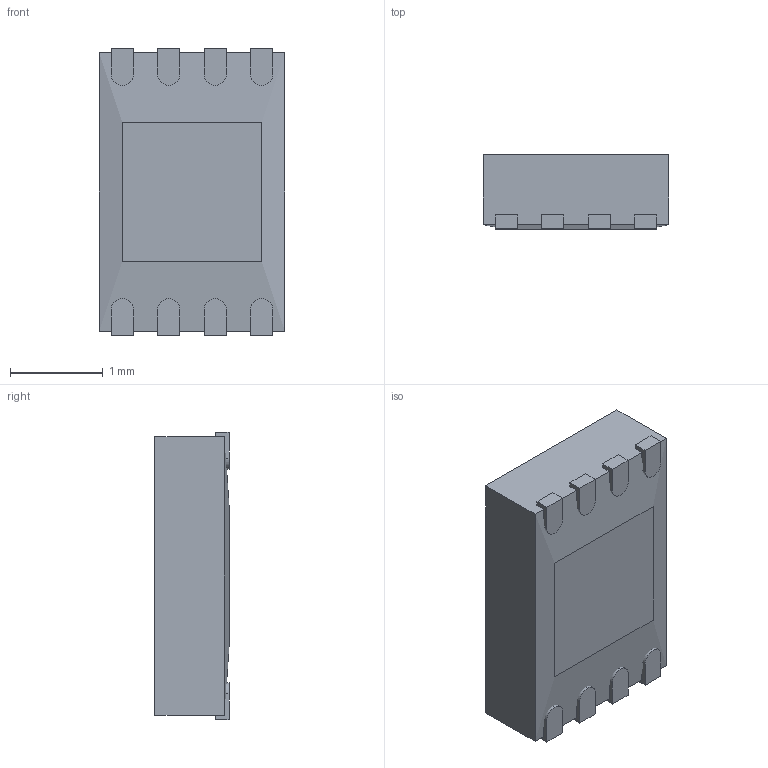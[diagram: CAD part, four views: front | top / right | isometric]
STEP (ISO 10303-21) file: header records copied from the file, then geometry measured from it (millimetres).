
FILE_DESCRIPTION (( 'STEP AP214' ), '1' );
FILE_NAME ( 'SON9P50_200X300X80L40X24T150.STEP', '2019-01-25T14:02:48', ( '' ), ( '' ), '', '©2017 PCB Libraries, Inc.', '' );
FILE_SCHEMA (( 'AUTOMOTIVE_DESIGN' ));
Length unit declared in the file: millimetre
Products named in the file (1): SON9P50_200X300X80L40X24T150
Bounding box: 2 x 0.8 x 3.1 mm (x, y, z)
Volume: 4.6 mm3; surface area: 28.8 mm2
Topology: 10 solids, 10 shells, 92 faces, 212 edges, 141 vertices
Faces by surface type: plane 74, cylinder 16, torus 2
Entity records: 2951 total; most frequent: CARTESIAN_POINT 443, DIRECTION 434, ORIENTED_EDGE 420, EDGE_CURVE 210, VECTOR 172, LINE 172, VERTEX_POINT 140, AXIS2_PLACEMENT_3D 131
